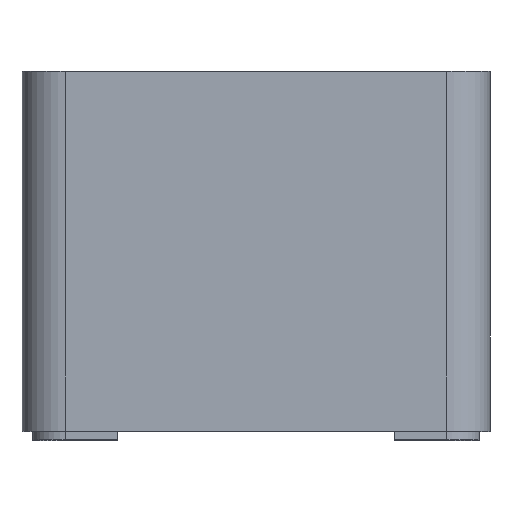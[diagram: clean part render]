
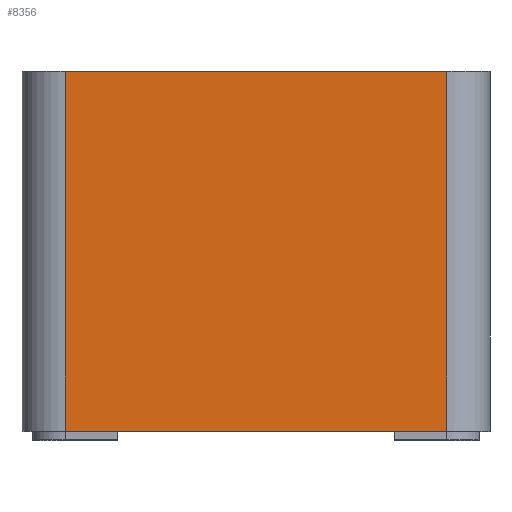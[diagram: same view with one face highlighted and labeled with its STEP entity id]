
A CAD part, top view. The second image highlights one B-rep face of the part: STEP entity #8356.
In plain terms, the highlighted planar face has unit normal (0, 0, 1).
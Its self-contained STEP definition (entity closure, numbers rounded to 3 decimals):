
#762=PLANE('',#8774);
#1197=FACE_OUTER_BOUND('',#1683,.T.);
#1683=EDGE_LOOP('',(#7823,#7824,#7825,#7826));
#1989=LINE('',#12000,#2749);
#2319=LINE('',#15467,#3079);
#2445=LINE('',#15803,#3205);
#2446=LINE('',#15805,#3206);
#2749=VECTOR('',#9477,10.);
#3079=VECTOR('',#10003,10.);
#3205=VECTOR('',#10359,10.);
#3206=VECTOR('',#10362,10.);
#3773=VERTEX_POINT('',#11997);
#3774=VERTEX_POINT('',#11999);
#4066=VERTEX_POINT('',#15464);
#4067=VERTEX_POINT('',#15466);
#4691=EDGE_CURVE('',#3774,#3773,#1989,.T.);
#5222=EDGE_CURVE('',#4066,#4067,#2319,.T.);
#5390=EDGE_CURVE('',#3773,#4067,#2445,.T.);
#5391=EDGE_CURVE('',#3774,#4066,#2446,.T.);
#7823=ORIENTED_EDGE('',*,*,#4691,.T.);
#7824=ORIENTED_EDGE('',*,*,#5390,.T.);
#7825=ORIENTED_EDGE('',*,*,#5222,.F.);
#7826=ORIENTED_EDGE('',*,*,#5391,.F.);
#8356=ADVANCED_FACE('',(#1197),#762,.T.);
#8774=AXIS2_PLACEMENT_3D('',#15804,#10360,#10361);
#9477=DIRECTION('',(1.,0.,0.));
#10003=DIRECTION('',(1.,0.,0.));
#10359=DIRECTION('',(0.,1.,0.));
#10360=DIRECTION('center_axis',(0.,0.,1.));
#10361=DIRECTION('ref_axis',(1.,0.,0.));
#10362=DIRECTION('',(0.,1.,0.));
#11997=CARTESIAN_POINT('',(22.,0.,27.));
#11999=CARTESIAN_POINT('',(-22.,0.,27.));
#12000=CARTESIAN_POINT('',(-22.,0.,27.));
#15464=CARTESIAN_POINT('',(-22.,41.5,27.));
#15466=CARTESIAN_POINT('',(22.,41.5,27.));
#15467=CARTESIAN_POINT('',(-22.,41.5,27.));
#15803=CARTESIAN_POINT('',(22.,0.,27.));
#15804=CARTESIAN_POINT('Origin',(-22.,0.,27.));
#15805=CARTESIAN_POINT('',(-22.,0.,27.));
